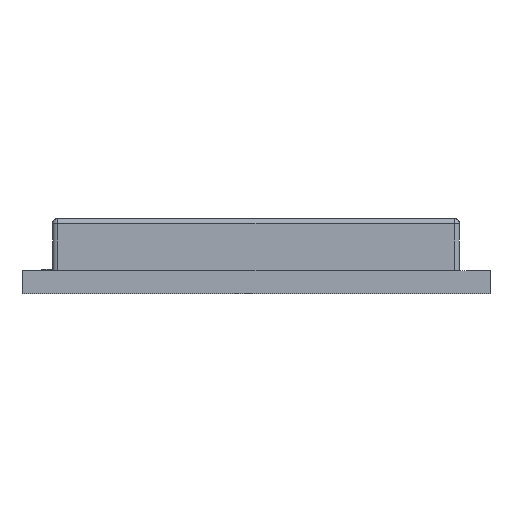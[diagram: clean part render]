
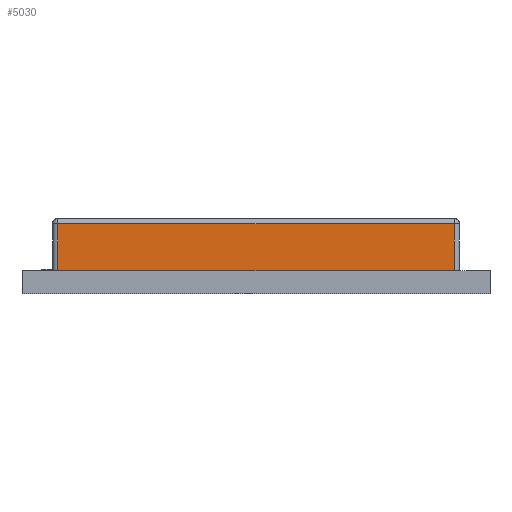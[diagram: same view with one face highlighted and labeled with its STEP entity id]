
A CAD part, front view. The second image highlights one B-rep face of the part: STEP entity #5030.
In plain terms, the highlighted planar face has unit normal (0, -1, 0).
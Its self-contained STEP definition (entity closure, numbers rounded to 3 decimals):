
#1374 = VERTEX_POINT('',#1375);
#1375 = CARTESIAN_POINT('',(-7.625,-9.1,0.9));
#1382 = EDGE_CURVE('',#1383,#1374,#1385,.T.);
#1383 = VERTEX_POINT('',#1384);
#1384 = CARTESIAN_POINT('',(7.625,-9.1,0.9));
#1385 = LINE('',#1386,#1387);
#1386 = CARTESIAN_POINT('',(7.825,-9.1,0.9));
#1387 = VECTOR('',#1388,1.);
#1388 = DIRECTION('',(-1.,0.,0.));
#5011 = EDGE_CURVE('',#1383,#5012,#5014,.T.);
#5012 = VERTEX_POINT('',#5013);
#5013 = CARTESIAN_POINT('',(7.625,-9.1,2.7));
#5014 = LINE('',#5015,#5016);
#5015 = CARTESIAN_POINT('',(7.625,-9.1,0.9));
#5016 = VECTOR('',#5017,1.);
#5017 = DIRECTION('',(0.,0.,1.));
#5030 = ADVANCED_FACE('',(#5031),#5049,.T.);
#5031 = FACE_BOUND('',#5032,.T.);
#5032 = EDGE_LOOP('',(#5033,#5034,#5042,#5048));
#5033 = ORIENTED_EDGE('',*,*,#5011,.T.);
#5034 = ORIENTED_EDGE('',*,*,#5035,.T.);
#5035 = EDGE_CURVE('',#5012,#5036,#5038,.T.);
#5036 = VERTEX_POINT('',#5037);
#5037 = CARTESIAN_POINT('',(-7.625,-9.1,2.7));
#5038 = LINE('',#5039,#5040);
#5039 = CARTESIAN_POINT('',(7.625,-9.1,2.7));
#5040 = VECTOR('',#5041,1.);
#5041 = DIRECTION('',(-1.,0.,0.));
#5042 = ORIENTED_EDGE('',*,*,#5043,.F.);
#5043 = EDGE_CURVE('',#1374,#5036,#5044,.T.);
#5044 = LINE('',#5045,#5046);
#5045 = CARTESIAN_POINT('',(-7.625,-9.1,0.9));
#5046 = VECTOR('',#5047,1.);
#5047 = DIRECTION('',(0.,0.,1.));
#5048 = ORIENTED_EDGE('',*,*,#1382,.F.);
#5049 = PLANE('',#5050);
#5050 = AXIS2_PLACEMENT_3D('',#5051,#5052,#5053);
#5051 = CARTESIAN_POINT('',(7.825,-9.1,0.9));
#5052 = DIRECTION('',(0.,-1.,0.));
#5053 = DIRECTION('',(-1.,0.,0.));
